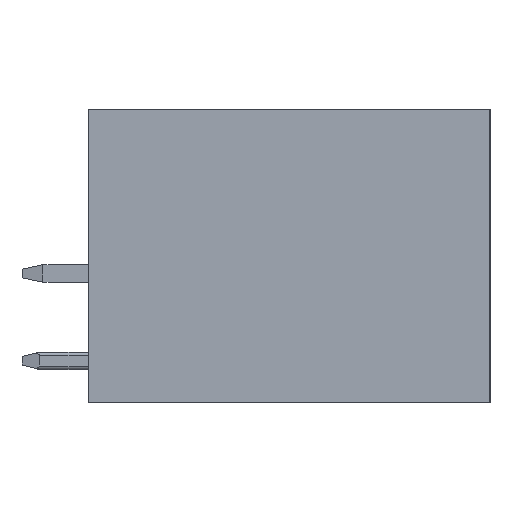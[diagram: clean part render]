
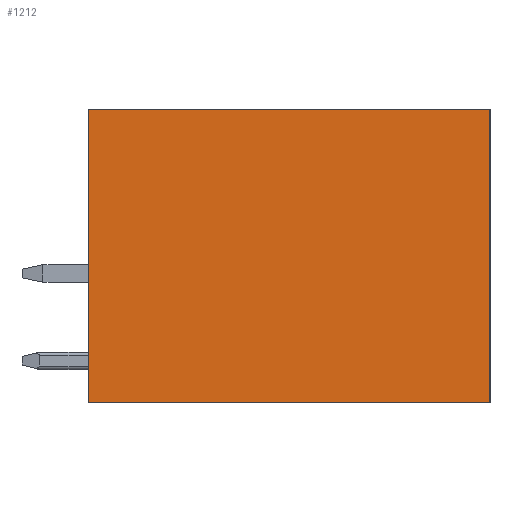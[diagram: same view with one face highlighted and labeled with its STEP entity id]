
A CAD part, left-side view. The second image highlights one B-rep face of the part: STEP entity #1212.
In plain terms, the highlighted planar face has unit normal (-1, 0, 0).
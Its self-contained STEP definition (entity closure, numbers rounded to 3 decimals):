
#430=FACE_OUTER_BOUND('',#2906,.T.);
#1212=ADVANCED_FACE('',(#430),#1998,.T.);
#1998=PLANE('',#14759);
#2906=EDGE_LOOP('',(#4114,#4115,#4116,#4117));
#4114=ORIENTED_EDGE('',*,*,#9466,.T.);
#4115=ORIENTED_EDGE('',*,*,#9467,.F.);
#4116=ORIENTED_EDGE('',*,*,#9468,.T.);
#4117=ORIENTED_EDGE('',*,*,#9123,.F.);
#7776=VERTEX_POINT('',#19647);
#7779=VERTEX_POINT('',#19652);
#8088=VERTEX_POINT('',#20344);
#8089=VERTEX_POINT('',#20346);
#9123=EDGE_CURVE('',#7779,#7776,#11156,.T.);
#9466=EDGE_CURVE('',#7779,#8088,#11463,.T.);
#9467=EDGE_CURVE('',#8089,#8088,#11464,.T.);
#9468=EDGE_CURVE('',#8089,#7776,#11465,.T.);
#11156=LINE('',#19653,#12925);
#11463=LINE('',#20343,#13232);
#11464=LINE('',#20345,#13233);
#11465=LINE('',#20347,#13234);
#12925=VECTOR('',#15759,1.);
#13232=VECTOR('',#16216,1.);
#13233=VECTOR('',#16217,1.);
#13234=VECTOR('',#16218,1.);
#14759=AXIS2_PLACEMENT_3D('',#20348,#16219,#16220);
#15759=DIRECTION('',(0.,0.,1.));
#16216=DIRECTION('',(0.,-1.,0.));
#16217=DIRECTION('',(0.,0.,-1.));
#16218=DIRECTION('',(0.,1.,0.));
#16219=DIRECTION('',(-1.,0.,0.));
#16220=DIRECTION('',(0.,0.,-1.));
#19647=CARTESIAN_POINT('',(-37.4,14.5,0.));
#19652=CARTESIAN_POINT('',(-37.4,14.5,-16.8));
#19653=CARTESIAN_POINT('',(-37.4,14.5,-16.8));
#20343=CARTESIAN_POINT('',(-37.4,7.4,-16.8));
#20344=CARTESIAN_POINT('',(-37.4,-8.5,-16.8));
#20345=CARTESIAN_POINT('',(-37.4,-8.5,0.));
#20346=CARTESIAN_POINT('',(-37.4,-8.5,0.));
#20347=CARTESIAN_POINT('',(-37.4,-8.5,0.));
#20348=CARTESIAN_POINT('',(-37.4,0.,-20.32));
